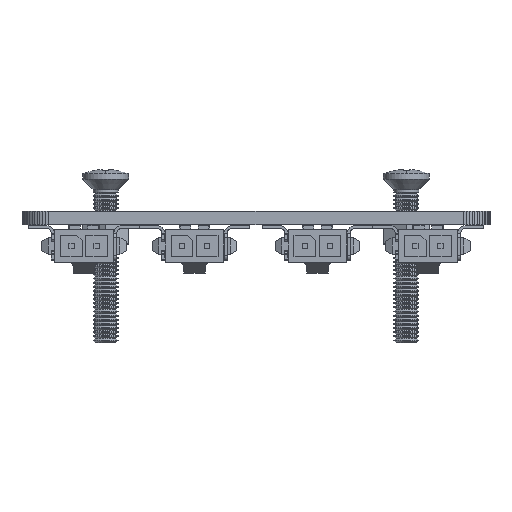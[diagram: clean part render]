
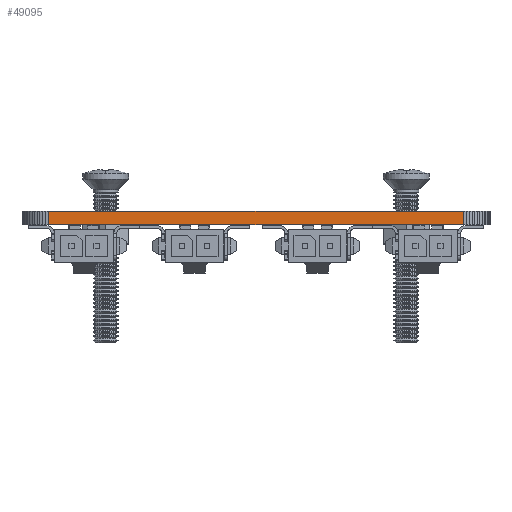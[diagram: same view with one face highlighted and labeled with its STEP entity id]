
A CAD part, front view. The second image highlights one B-rep face of the part: STEP entity #49095.
In plain terms, the highlighted planar face has unit normal (0, -1, 0).
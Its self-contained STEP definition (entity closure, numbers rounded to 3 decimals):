
#43188 = PLANE('',#43189);
#43189 = AXIS2_PLACEMENT_3D('',#43190,#43191,#43192);
#43190 = CARTESIAN_POINT('',(128.,-117.,1.58));
#43191 = DIRECTION('',(-0.,-0.,-1.));
#43192 = DIRECTION('',(-1.,0.,0.));
#43242 = PLANE('',#43243);
#43243 = AXIS2_PLACEMENT_3D('',#43244,#43245,#43246);
#43244 = CARTESIAN_POINT('',(128.,-117.,0.));
#43245 = DIRECTION('',(-0.,-0.,-1.));
#43246 = DIRECTION('',(-1.,0.,0.));
#44135 = VERTEX_POINT('',#44136);
#44136 = CARTESIAN_POINT('',(152.8,-154.,0.));
#44150 = PLANE('',#44151);
#44151 = AXIS2_PLACEMENT_3D('',#44152,#44153,#44154);
#44152 = CARTESIAN_POINT('',(153.158,-153.98,0.));
#44153 = DIRECTION('',(0.056,-0.998,0.));
#44154 = DIRECTION('',(-0.998,-0.056,0.));
#44162 = EDGE_CURVE('',#44135,#44163,#44165,.T.);
#44163 = VERTEX_POINT('',#44164);
#44164 = CARTESIAN_POINT('',(103.2,-154.,0.));
#44165 = SURFACE_CURVE('',#44166,(#44170,#44177),.PCURVE_S1.);
#44166 = LINE('',#44167,#44168);
#44167 = CARTESIAN_POINT('',(152.8,-154.,0.));
#44168 = VECTOR('',#44169,1.);
#44169 = DIRECTION('',(-1.,0.,0.));
#44170 = PCURVE('',#43242,#44171);
#44171 = DEFINITIONAL_REPRESENTATION('',(#44172),#44176);
#44172 = LINE('',#44173,#44174);
#44173 = CARTESIAN_POINT('',(-24.8,-37.));
#44174 = VECTOR('',#44175,1.);
#44175 = DIRECTION('',(1.,0.));
#44176 = ( GEOMETRIC_REPRESENTATION_CONTEXT(2) 
PARAMETRIC_REPRESENTATION_CONTEXT() REPRESENTATION_CONTEXT('2D SPACE',''
  ) );
#44177 = PCURVE('',#44178,#44183);
#44178 = PLANE('',#44179);
#44179 = AXIS2_PLACEMENT_3D('',#44180,#44181,#44182);
#44180 = CARTESIAN_POINT('',(152.8,-154.,0.));
#44181 = DIRECTION('',(0.,-1.,0.));
#44182 = DIRECTION('',(-1.,0.,0.));
#44183 = DEFINITIONAL_REPRESENTATION('',(#44184),#44188);
#44184 = LINE('',#44185,#44186);
#44185 = CARTESIAN_POINT('',(0.,0.));
#44186 = VECTOR('',#44187,1.);
#44187 = DIRECTION('',(1.,0.));
#44188 = ( GEOMETRIC_REPRESENTATION_CONTEXT(2) 
PARAMETRIC_REPRESENTATION_CONTEXT() REPRESENTATION_CONTEXT('2D SPACE',''
  ) );
#44206 = PLANE('',#44207);
#44207 = AXIS2_PLACEMENT_3D('',#44208,#44209,#44210);
#44208 = CARTESIAN_POINT('',(103.2,-154.,0.));
#44209 = DIRECTION('',(-0.056,-0.998,0.));
#44210 = DIRECTION('',(-0.998,0.056,0.));
#46300 = VERTEX_POINT('',#46301);
#46301 = CARTESIAN_POINT('',(152.8,-154.,1.58));
#46322 = EDGE_CURVE('',#46300,#46323,#46325,.T.);
#46323 = VERTEX_POINT('',#46324);
#46324 = CARTESIAN_POINT('',(103.2,-154.,1.58));
#46325 = SURFACE_CURVE('',#46326,(#46330,#46337),.PCURVE_S1.);
#46326 = LINE('',#46327,#46328);
#46327 = CARTESIAN_POINT('',(152.8,-154.,1.58));
#46328 = VECTOR('',#46329,1.);
#46329 = DIRECTION('',(-1.,0.,0.));
#46330 = PCURVE('',#43188,#46331);
#46331 = DEFINITIONAL_REPRESENTATION('',(#46332),#46336);
#46332 = LINE('',#46333,#46334);
#46333 = CARTESIAN_POINT('',(-24.8,-37.));
#46334 = VECTOR('',#46335,1.);
#46335 = DIRECTION('',(1.,0.));
#46336 = ( GEOMETRIC_REPRESENTATION_CONTEXT(2) 
PARAMETRIC_REPRESENTATION_CONTEXT() REPRESENTATION_CONTEXT('2D SPACE',''
  ) );
#46337 = PCURVE('',#44178,#46338);
#46338 = DEFINITIONAL_REPRESENTATION('',(#46339),#46343);
#46339 = LINE('',#46340,#46341);
#46340 = CARTESIAN_POINT('',(0.,-1.58));
#46341 = VECTOR('',#46342,1.);
#46342 = DIRECTION('',(1.,0.));
#46343 = ( GEOMETRIC_REPRESENTATION_CONTEXT(2) 
PARAMETRIC_REPRESENTATION_CONTEXT() REPRESENTATION_CONTEXT('2D SPACE',''
  ) );
#49047 = EDGE_CURVE('',#44135,#46300,#49048,.T.);
#49048 = SURFACE_CURVE('',#49049,(#49053,#49060),.PCURVE_S1.);
#49049 = LINE('',#49050,#49051);
#49050 = CARTESIAN_POINT('',(152.8,-154.,0.));
#49051 = VECTOR('',#49052,1.);
#49052 = DIRECTION('',(0.,0.,1.));
#49053 = PCURVE('',#44150,#49054);
#49054 = DEFINITIONAL_REPRESENTATION('',(#49055),#49059);
#49055 = LINE('',#49056,#49057);
#49056 = CARTESIAN_POINT('',(0.359,0.));
#49057 = VECTOR('',#49058,1.);
#49058 = DIRECTION('',(0.,-1.));
#49059 = ( GEOMETRIC_REPRESENTATION_CONTEXT(2) 
PARAMETRIC_REPRESENTATION_CONTEXT() REPRESENTATION_CONTEXT('2D SPACE',''
  ) );
#49060 = PCURVE('',#44178,#49061);
#49061 = DEFINITIONAL_REPRESENTATION('',(#49062),#49066);
#49062 = LINE('',#49063,#49064);
#49063 = CARTESIAN_POINT('',(0.,0.));
#49064 = VECTOR('',#49065,1.);
#49065 = DIRECTION('',(0.,-1.));
#49066 = ( GEOMETRIC_REPRESENTATION_CONTEXT(2) 
PARAMETRIC_REPRESENTATION_CONTEXT() REPRESENTATION_CONTEXT('2D SPACE',''
  ) );
#49095 = ADVANCED_FACE('',(#49096),#44178,.T.);
#49096 = FACE_BOUND('',#49097,.T.);
#49097 = EDGE_LOOP('',(#49098,#49099,#49100,#49121));
#49098 = ORIENTED_EDGE('',*,*,#49047,.T.);
#49099 = ORIENTED_EDGE('',*,*,#46322,.T.);
#49100 = ORIENTED_EDGE('',*,*,#49101,.F.);
#49101 = EDGE_CURVE('',#44163,#46323,#49102,.T.);
#49102 = SURFACE_CURVE('',#49103,(#49107,#49114),.PCURVE_S1.);
#49103 = LINE('',#49104,#49105);
#49104 = CARTESIAN_POINT('',(103.2,-154.,0.));
#49105 = VECTOR('',#49106,1.);
#49106 = DIRECTION('',(0.,0.,1.));
#49107 = PCURVE('',#44178,#49108);
#49108 = DEFINITIONAL_REPRESENTATION('',(#49109),#49113);
#49109 = LINE('',#49110,#49111);
#49110 = CARTESIAN_POINT('',(49.6,0.));
#49111 = VECTOR('',#49112,1.);
#49112 = DIRECTION('',(0.,-1.));
#49113 = ( GEOMETRIC_REPRESENTATION_CONTEXT(2) 
PARAMETRIC_REPRESENTATION_CONTEXT() REPRESENTATION_CONTEXT('2D SPACE',''
  ) );
#49114 = PCURVE('',#44206,#49115);
#49115 = DEFINITIONAL_REPRESENTATION('',(#49116),#49120);
#49116 = LINE('',#49117,#49118);
#49117 = CARTESIAN_POINT('',(0.,0.));
#49118 = VECTOR('',#49119,1.);
#49119 = DIRECTION('',(0.,-1.));
#49120 = ( GEOMETRIC_REPRESENTATION_CONTEXT(2) 
PARAMETRIC_REPRESENTATION_CONTEXT() REPRESENTATION_CONTEXT('2D SPACE',''
  ) );
#49121 = ORIENTED_EDGE('',*,*,#44162,.F.);
